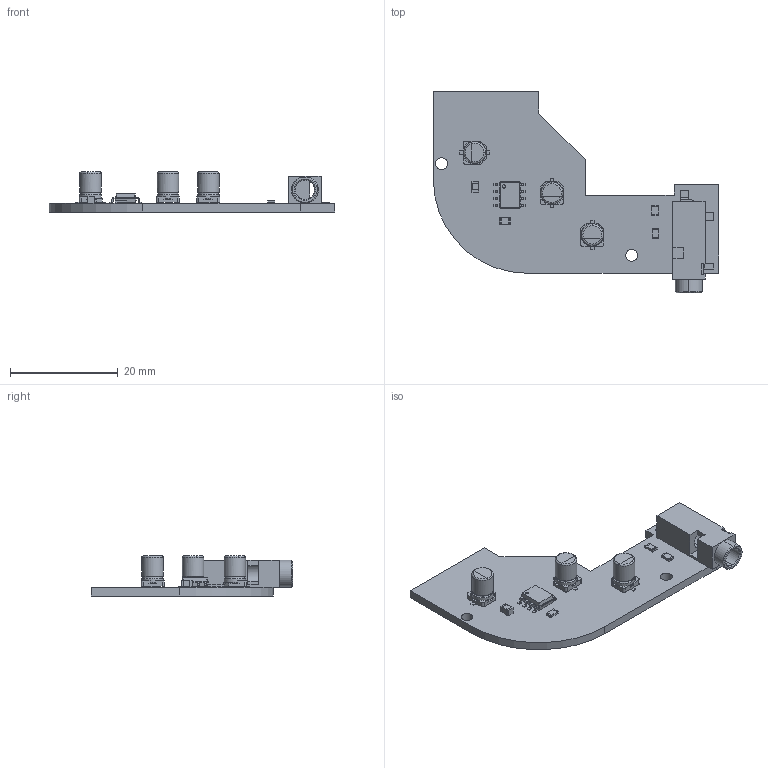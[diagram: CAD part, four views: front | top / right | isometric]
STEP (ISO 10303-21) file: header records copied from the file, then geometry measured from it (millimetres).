
FILE_DESCRIPTION(('KiCad electronic assembly'),'2;1');
FILE_NAME('TinyTendo-Audio-Amp.step','2022-03-11T19:22:33',('An Author') ,('A Company'),'Open CASCADE STEP processor 6.9', 'KiCad to STEP converter','Unknown');
FILE_SCHEMA(('AUTOMOTIVE_DESIGN { 1 0 10303 214 1 1 1 1 }'));
Length unit declared in the file: millimetre
Products named in the file (12): Open CASCADE STEP translator 6.9 1; CUI_DEVICES_MJ-3523-SMT-TR; SOLID; R_0805_2012Metric; SOIC-8_3.9x4.9mm_P1.27mm; CP_Elec_4x5.8; C_0805_2012Metric; COMPOUND
Assembly tree (15 placements, depth 3):
  Open CASCADE STEP translator 6.9 1
    CUI_DEVICES_MJ-3523-SMT-TR
      SOLID
    R_0805_2012Metric  x3
      SOLID
    SOIC-8_3.9x4.9mm_P1.27mm
      SOLID
    CP_Elec_4x5.8  x3
      SOLID
    C_0805_2012Metric
      SOLID
    COMPOUND
Bounding box: 52.98 x 37.41 x 7.45 mm (x, y, z)
Volume: 2442.3 mm3; surface area: 3785.9 mm2
Topology: 10 solids, 10 shells, 474 faces, 1226 edges, 779 vertices
Faces by surface type: plane 295, cylinder 118, bspline 38, torus 16, cone 4, revolution 3
Full cylindrical faces by diameter (mm): 0.6 x1, 1.7 x2, 2.2 x2, 4 x6
Entity records: 24651 total; most frequent: CARTESIAN_POINT 4772, DIRECTION 3298, LINE 2180, VECTOR 2180, ORIENTED_EDGE 1768, PCURVE 1768, DEFINITIONAL_REPRESENTATION 1768, EDGE_CURVE 884
